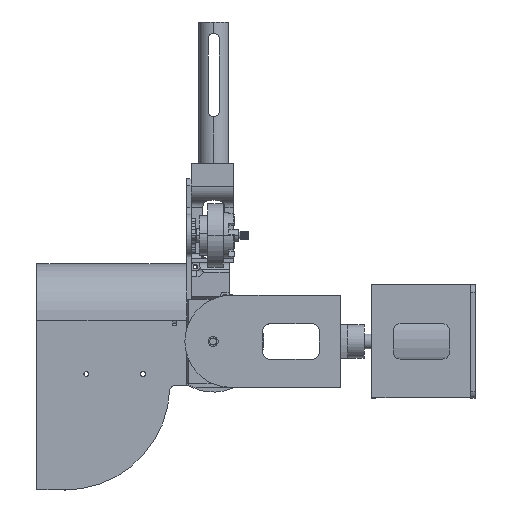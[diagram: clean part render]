
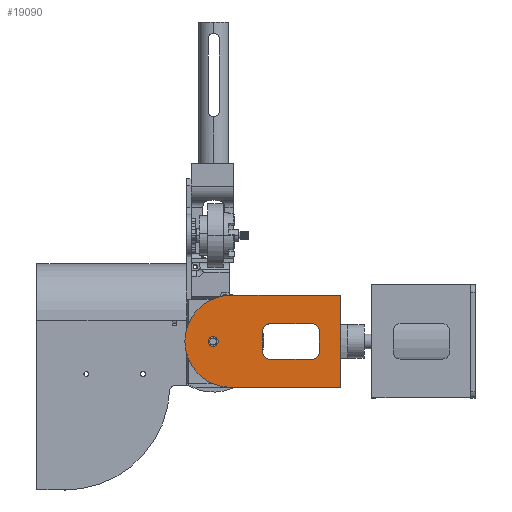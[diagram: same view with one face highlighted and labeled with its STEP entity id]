
A CAD part, left-side view. The second image highlights one B-rep face of the part: STEP entity #19090.
In plain terms, the highlighted planar face has unit normal (-1, 0, 0).
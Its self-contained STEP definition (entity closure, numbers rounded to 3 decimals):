
#786 = DIRECTION ( 'NONE',  ( 0., 0., 1. ) ) ;
#790 = EDGE_CURVE ( 'NONE', #4580, #16772, #7376, .T. ) ;
#877 = DIRECTION ( 'NONE',  ( 0., 0., 1. ) ) ;
#1409 = DIRECTION ( 'NONE',  ( -1., 0., 0. ) ) ;
#2037 = CARTESIAN_POINT ( 'NONE',  ( 36.205, 50., -20. ) ) ;
#2058 = EDGE_LOOP ( 'NONE', ( #29449, #15186, #32974, #30068 ) ) ;
#2118 = DIRECTION ( 'NONE',  ( 0., -1., 0. ) ) ;
#2278 = EDGE_CURVE ( 'NONE', #36338, #3919, #21439, .T. ) ;
#2294 = DIRECTION ( 'NONE',  ( 0., 0., -1. ) ) ;
#3293 = CARTESIAN_POINT ( 'NONE',  ( 36.205, 20., -20. ) ) ;
#3757 = DIRECTION ( 'NONE',  ( -1., 0., 0. ) ) ;
#3858 = ORIENTED_EDGE ( 'NONE', *, *, #33474, .F. ) ;
#3919 = VERTEX_POINT ( 'NONE', #36245 ) ;
#3935 = VERTEX_POINT ( 'NONE', #22105 ) ;
#4191 = DIRECTION ( 'NONE',  ( 0., 0., 1. ) ) ;
#4235 = VERTEX_POINT ( 'NONE', #9119 ) ;
#4311 = CARTESIAN_POINT ( 'NONE',  ( 36.205, 77.5, -32.4 ) ) ;
#4401 = VERTEX_POINT ( 'NONE', #4502 ) ;
#4502 = CARTESIAN_POINT ( 'NONE',  ( 36.205, 55., -25. ) ) ;
#4580 = VERTEX_POINT ( 'NONE', #19603 ) ;
#4787 = CARTESIAN_POINT ( 'NONE',  ( 36.205, 50., -45. ) ) ;
#4950 = CARTESIAN_POINT ( 'NONE',  ( 36.205, 55., -40. ) ) ;
#5339 = EDGE_CURVE ( 'NONE', #3919, #3935, #31907, .T. ) ;
#5864 = AXIS2_PLACEMENT_3D ( 'NONE', #34804, #17849, #877 ) ;
#6148 = ORIENTED_EDGE ( 'NONE', *, *, #19246, .F. ) ;
#7166 = DIRECTION ( 'NONE',  ( 0., 0., 1. ) ) ;
#7376 = LINE ( 'NONE', #30622, #26427 ) ;
#8099 = DIRECTION ( 'NONE',  ( 0., 1., 0.001 ) ) ;
#8307 = VECTOR ( 'NONE', #16204, 1000. ) ;
#8866 = CARTESIAN_POINT ( 'NONE',  ( 36.205, 77.5, -32.4 ) ) ;
#8890 = CARTESIAN_POINT ( 'NONE',  ( 36.205, 50., -25. ) ) ;
#8929 = VERTEX_POINT ( 'NONE', #9624 ) ;
#8951 = CARTESIAN_POINT ( 'NONE',  ( 36.205, 90., -29. ) ) ;
#9119 = CARTESIAN_POINT ( 'NONE',  ( 36.205, 0., -65. ) ) ;
#9255 = AXIS2_PLACEMENT_3D ( 'NONE', #8890, #28705, #11754 ) ;
#9461 = EDGE_CURVE ( 'NONE', #25655, #22346, #23661, .T. ) ;
#9624 = CARTESIAN_POINT ( 'NONE',  ( 36.205, 77.5, -64.9 ) ) ;
#9867 = VECTOR ( 'NONE', #2294, 1000. ) ;
#10092 = LINE ( 'NONE', #2037, #8307 ) ;
#10375 = ORIENTED_EDGE ( 'NONE', *, *, #9461, .F. ) ;
#10384 = CARTESIAN_POINT ( 'NONE',  ( 36.205, 50., -40. ) ) ;
#10510 = EDGE_CURVE ( 'NONE', #31635, #4401, #17859, .T. ) ;
#10789 = EDGE_LOOP ( 'NONE', ( #3858, #23557, #13176, #24451, #13186, #26810, #6148, #35640 ) ) ;
#11734 = DIRECTION ( 'NONE',  ( 0., 0., 1. ) ) ;
#11754 = DIRECTION ( 'NONE',  ( 0., 0., 1. ) ) ;
#11791 = CARTESIAN_POINT ( 'NONE',  ( 36.205, 20., -45. ) ) ;
#12440 = VECTOR ( 'NONE', #22591, 1000. ) ;
#13176 = ORIENTED_EDGE ( 'NONE', *, *, #5339, .F. ) ;
#13186 = ORIENTED_EDGE ( 'NONE', *, *, #36037, .F. ) ;
#13259 = DIRECTION ( 'NONE',  ( 0., 0., 1. ) ) ;
#13620 = CARTESIAN_POINT ( 'NONE',  ( 36.205, 55., -40. ) ) ;
#15186 = ORIENTED_EDGE ( 'NONE', *, *, #36407, .T. ) ;
#15246 = FACE_BOUND ( 'NONE', #30481, .T. ) ;
#16174 = AXIS2_PLACEMENT_3D ( 'NONE', #10384, #30194, #13259 ) ;
#16204 = DIRECTION ( 'NONE',  ( 0., 1., 0. ) ) ;
#16772 = VERTEX_POINT ( 'NONE', #17440 ) ;
#17440 = CARTESIAN_POINT ( 'NONE',  ( 36.205, 77.5, 0.1 ) ) ;
#17756 = DIRECTION ( 'NONE',  ( -1., 0., 0. ) ) ;
#17758 = VECTOR ( 'NONE', #4191, 1000. ) ;
#17849 = DIRECTION ( 'NONE',  ( -1., 0., 0. ) ) ;
#17859 = CIRCLE ( 'NONE', #9255, 5. ) ;
#18404 = CARTESIAN_POINT ( 'NONE',  ( 36.205, 20., -40. ) ) ;
#18774 = AXIS2_PLACEMENT_3D ( 'NONE', #34713, #17756, #786 ) ;
#19090 = ADVANCED_FACE ( 'NONE', ( #22726, #15246, #29378 ), #21277, .T. ) ;
#19108 = CARTESIAN_POINT ( 'NONE',  ( 36.205, 20., -45. ) ) ;
#19222 = CIRCLE ( 'NONE', #27799, 32.5 ) ;
#19246 = EDGE_CURVE ( 'NONE', #4401, #28026, #32468, .T. ) ;
#19494 = AXIS2_PLACEMENT_3D ( 'NONE', #18404, #1409, #21231 ) ;
#19603 = CARTESIAN_POINT ( 'NONE',  ( 36.205, 0., 0. ) ) ;
#20732 = CARTESIAN_POINT ( 'NONE',  ( 36.205, 90., -32.5 ) ) ;
#21231 = DIRECTION ( 'NONE',  ( 0., 0., 1. ) ) ;
#21277 = PLANE ( 'NONE',  #33014 ) ;
#21439 = CIRCLE ( 'NONE', #19494, 5. ) ;
#21668 = VERTEX_POINT ( 'NONE', #4787 ) ;
#22105 = CARTESIAN_POINT ( 'NONE',  ( 36.205, 15., -25. ) ) ;
#22346 = VERTEX_POINT ( 'NONE', #8951 ) ;
#22591 = DIRECTION ( 'NONE',  ( 0., -1., -0.001 ) ) ;
#22726 = FACE_OUTER_BOUND ( 'NONE', #2058, .T. ) ;
#23557 = ORIENTED_EDGE ( 'NONE', *, *, #30415, .F. ) ;
#23582 = DIRECTION ( 'NONE',  ( 0., 0., 1. ) ) ;
#23661 = CIRCLE ( 'NONE', #31016, 3.5 ) ;
#23866 = CARTESIAN_POINT ( 'NONE',  ( 36.205, 50., -20. ) ) ;
#24106 = DIRECTION ( 'NONE',  ( -1., 0., 0. ) ) ;
#24451 = ORIENTED_EDGE ( 'NONE', *, *, #2278, .F. ) ;
#25476 = CIRCLE ( 'NONE', #16174, 5. ) ;
#25655 = VERTEX_POINT ( 'NONE', #27515 ) ;
#26427 = VECTOR ( 'NONE', #8099, 1000. ) ;
#26810 = ORIENTED_EDGE ( 'NONE', *, *, #34931, .F. ) ;
#27046 = VECTOR ( 'NONE', #35253, 1000. ) ;
#27515 = CARTESIAN_POINT ( 'NONE',  ( 36.205, 90., -36. ) ) ;
#27799 = AXIS2_PLACEMENT_3D ( 'NONE', #8866, #28681, #11734 ) ;
#28026 = VERTEX_POINT ( 'NONE', #4950 ) ;
#28081 = LINE ( 'NONE', #19108, #29000 ) ;
#28681 = DIRECTION ( 'NONE',  ( -1., 0., 0. ) ) ;
#28705 = DIRECTION ( 'NONE',  ( -1., 0., 0. ) ) ;
#29000 = VECTOR ( 'NONE', #2118, 1000. ) ;
#29378 = FACE_BOUND ( 'NONE', #10789, .T. ) ;
#29449 = ORIENTED_EDGE ( 'NONE', *, *, #790, .T. ) ;
#29707 = CARTESIAN_POINT ( 'NONE',  ( 36.205, 15., -25. ) ) ;
#30068 = ORIENTED_EDGE ( 'NONE', *, *, #31111, .T. ) ;
#30194 = DIRECTION ( 'NONE',  ( -1., 0., 0. ) ) ;
#30415 = EDGE_CURVE ( 'NONE', #3935, #30910, #30463, .T. ) ;
#30463 = CIRCLE ( 'NONE', #5864, 5. ) ;
#30481 = EDGE_LOOP ( 'NONE', ( #10375, #36670 ) ) ;
#30622 = CARTESIAN_POINT ( 'NONE',  ( 36.205, 0., 0. ) ) ;
#30910 = VERTEX_POINT ( 'NONE', #3293 ) ;
#30997 = CARTESIAN_POINT ( 'NONE',  ( 36.205, 77.5, -64.9 ) ) ;
#31016 = AXIS2_PLACEMENT_3D ( 'NONE', #20732, #3757, #23582 ) ;
#31111 = EDGE_CURVE ( 'NONE', #4235, #4580, #35500, .T. ) ;
#31635 = VERTEX_POINT ( 'NONE', #23866 ) ;
#31907 = LINE ( 'NONE', #29707, #17758 ) ;
#31969 = EDGE_CURVE ( 'NONE', #8929, #4235, #35887, .T. ) ;
#32394 = CARTESIAN_POINT ( 'NONE',  ( 36.205, 0., -65. ) ) ;
#32468 = LINE ( 'NONE', #13620, #9867 ) ;
#32617 = CIRCLE ( 'NONE', #18774, 3.5 ) ;
#32974 = ORIENTED_EDGE ( 'NONE', *, *, #31969, .T. ) ;
#33014 = AXIS2_PLACEMENT_3D ( 'NONE', #4311, #24106, #7166 ) ;
#33474 = EDGE_CURVE ( 'NONE', #30910, #31635, #10092, .T. ) ;
#34636 = EDGE_CURVE ( 'NONE', #22346, #25655, #32617, .T. ) ;
#34713 = CARTESIAN_POINT ( 'NONE',  ( 36.205, 90., -32.5 ) ) ;
#34804 = CARTESIAN_POINT ( 'NONE',  ( 36.205, 20., -25. ) ) ;
#34931 = EDGE_CURVE ( 'NONE', #28026, #21668, #25476, .T. ) ;
#35253 = DIRECTION ( 'NONE',  ( 0., 0., 1. ) ) ;
#35500 = LINE ( 'NONE', #32394, #27046 ) ;
#35640 = ORIENTED_EDGE ( 'NONE', *, *, #10510, .F. ) ;
#35887 = LINE ( 'NONE', #30997, #12440 ) ;
#36037 = EDGE_CURVE ( 'NONE', #21668, #36338, #28081, .T. ) ;
#36245 = CARTESIAN_POINT ( 'NONE',  ( 36.205, 15., -40. ) ) ;
#36338 = VERTEX_POINT ( 'NONE', #11791 ) ;
#36407 = EDGE_CURVE ( 'NONE', #16772, #8929, #19222, .T. ) ;
#36670 = ORIENTED_EDGE ( 'NONE', *, *, #34636, .F. ) ;
